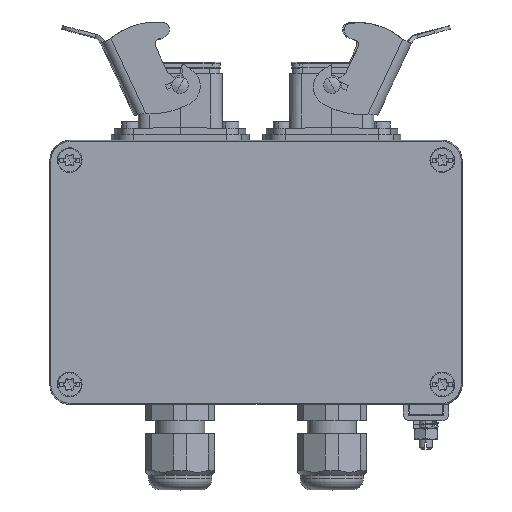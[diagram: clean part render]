
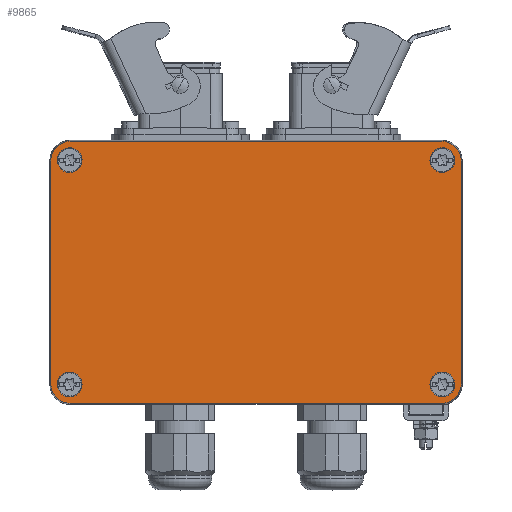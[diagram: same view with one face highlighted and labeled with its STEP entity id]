
A CAD part, top view. The second image highlights one B-rep face of the part: STEP entity #9865.
In plain terms, the highlighted planar face has unit normal (0, 0, 1).
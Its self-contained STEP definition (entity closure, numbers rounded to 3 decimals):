
#9781=AXIS2_PLACEMENT_3D('Plane Axis2P3D',#9778,#9779,#9780) ;
#9795=AXIS2_PLACEMENT_3D('Circle Axis2P3D',#9793,#9794,$) ;
#9804=AXIS2_PLACEMENT_3D('Circle Axis2P3D',#9802,#9803,$) ;
#9813=AXIS2_PLACEMENT_3D('Circle Axis2P3D',#9811,#9812,$) ;
#9822=AXIS2_PLACEMENT_3D('Circle Axis2P3D',#9820,#9821,$) ;
#9831=AXIS2_PLACEMENT_3D('Circle Axis2P3D',#9829,#9830,$) ;
#9840=AXIS2_PLACEMENT_3D('Circle Axis2P3D',#9838,#9839,$) ;
#9849=AXIS2_PLACEMENT_3D('Circle Axis2P3D',#9847,#9848,$) ;
#9858=AXIS2_PLACEMENT_3D('Circle Axis2P3D',#9856,#9857,$) ;
#9516=CARTESIAN_POINT('Control Point',(0.262,99.666,57.)) ;
#9517=CARTESIAN_POINT('Control Point',(0.262,101.551,57.)) ;
#9518=CARTESIAN_POINT('Control Point',(1.,103.438,57.)) ;
#9519=CARTESIAN_POINT('Control Point',(2.49,104.928,57.)) ;
#9520=CARTESIAN_POINT('Control Point',(4.376,105.666,57.)) ;
#9521=CARTESIAN_POINT('Control Point',(6.261,105.666,57.)) ;
#9522=CARTESIAN_POINT('Vertex',(0.262,99.666,57.)) ;
#9524=CARTESIAN_POINT('Vertex',(6.261,105.666,57.)) ;
#9568=CARTESIAN_POINT('Line Origine',(62.5,105.666,57.)) ;
#9572=CARTESIAN_POINT('Vertex',(118.739,105.666,57.)) ;
#9602=CARTESIAN_POINT('Control Point',(124.738,99.666,57.)) ;
#9603=CARTESIAN_POINT('Control Point',(124.738,101.551,57.)) ;
#9604=CARTESIAN_POINT('Control Point',(124.,103.438,57.)) ;
#9605=CARTESIAN_POINT('Control Point',(122.51,104.928,57.)) ;
#9606=CARTESIAN_POINT('Control Point',(120.624,105.666,57.)) ;
#9607=CARTESIAN_POINT('Control Point',(118.739,105.666,57.)) ;
#9608=CARTESIAN_POINT('Vertex',(124.738,99.666,57.)) ;
#9635=CARTESIAN_POINT('Line Origine',(124.738,65.927,57.)) ;
#9639=CARTESIAN_POINT('Vertex',(124.738,32.188,57.)) ;
#9669=CARTESIAN_POINT('Control Point',(118.739,26.189,57.)) ;
#9670=CARTESIAN_POINT('Control Point',(120.624,26.189,57.)) ;
#9671=CARTESIAN_POINT('Control Point',(122.51,26.927,57.)) ;
#9672=CARTESIAN_POINT('Control Point',(124.,28.417,57.)) ;
#9673=CARTESIAN_POINT('Control Point',(124.738,30.304,57.)) ;
#9674=CARTESIAN_POINT('Control Point',(124.738,32.188,57.)) ;
#9675=CARTESIAN_POINT('Vertex',(118.739,26.189,57.)) ;
#9695=CARTESIAN_POINT('Line Origine',(0.262,65.927,57.)) ;
#9699=CARTESIAN_POINT('Vertex',(0.262,32.188,57.)) ;
#9732=CARTESIAN_POINT('Line Origine',(62.5,26.189,57.)) ;
#9736=CARTESIAN_POINT('Vertex',(6.261,26.189,57.)) ;
#9764=CARTESIAN_POINT('Control Point',(0.262,32.188,57.)) ;
#9765=CARTESIAN_POINT('Control Point',(0.262,30.304,57.)) ;
#9766=CARTESIAN_POINT('Control Point',(1.,28.417,57.)) ;
#9767=CARTESIAN_POINT('Control Point',(2.49,26.927,57.)) ;
#9768=CARTESIAN_POINT('Control Point',(4.376,26.189,57.)) ;
#9769=CARTESIAN_POINT('Control Point',(6.261,26.189,57.)) ;
#9778=CARTESIAN_POINT('Axis2P3D Location',(62.5,65.927,57.)) ;
#9793=CARTESIAN_POINT('Axis2P3D Location',(6.,99.927,57.)) ;
#9797=CARTESIAN_POINT('Vertex',(4.202,96.636,57.)) ;
#9799=CARTESIAN_POINT('Vertex',(7.798,103.218,57.)) ;
#9802=CARTESIAN_POINT('Axis2P3D Location',(6.,99.927,57.)) ;
#9811=CARTESIAN_POINT('Axis2P3D Location',(119.,99.927,57.)) ;
#9815=CARTESIAN_POINT('Vertex',(120.798,103.218,57.)) ;
#9817=CARTESIAN_POINT('Vertex',(117.202,96.636,57.)) ;
#9820=CARTESIAN_POINT('Axis2P3D Location',(119.,99.927,57.)) ;
#9829=CARTESIAN_POINT('Axis2P3D Location',(6.,31.927,57.)) ;
#9833=CARTESIAN_POINT('Vertex',(7.798,35.218,57.)) ;
#9835=CARTESIAN_POINT('Vertex',(4.202,28.636,57.)) ;
#9838=CARTESIAN_POINT('Axis2P3D Location',(6.,31.927,57.)) ;
#9847=CARTESIAN_POINT('Axis2P3D Location',(119.,31.927,57.)) ;
#9851=CARTESIAN_POINT('Vertex',(120.798,35.218,57.)) ;
#9853=CARTESIAN_POINT('Vertex',(117.202,28.636,57.)) ;
#9856=CARTESIAN_POINT('Axis2P3D Location',(119.,31.927,57.)) ;
#9569=DIRECTION('Vector Direction',(1.,0.,0.)) ;
#9636=DIRECTION('Vector Direction',(0.,-1.,0.)) ;
#9696=DIRECTION('Vector Direction',(0.,1.,0.)) ;
#9733=DIRECTION('Vector Direction',(-1.,0.,0.)) ;
#9779=DIRECTION('Axis2P3D Direction',(-0.,0.,1.)) ;
#9780=DIRECTION('Axis2P3D XDirection',(1.,0.,0.)) ;
#9794=DIRECTION('Axis2P3D Direction',(-0.,0.,1.)) ;
#9803=DIRECTION('Axis2P3D Direction',(-0.,0.,1.)) ;
#9812=DIRECTION('Axis2P3D Direction',(-0.,0.,1.)) ;
#9821=DIRECTION('Axis2P3D Direction',(-0.,0.,1.)) ;
#9830=DIRECTION('Axis2P3D Direction',(-0.,0.,1.)) ;
#9839=DIRECTION('Axis2P3D Direction',(-0.,0.,1.)) ;
#9848=DIRECTION('Axis2P3D Direction',(-0.,0.,1.)) ;
#9857=DIRECTION('Axis2P3D Direction',(-0.,0.,1.)) ;
#9570=VECTOR('Line Direction',#9569,1.) ;
#9637=VECTOR('Line Direction',#9636,1.) ;
#9697=VECTOR('Line Direction',#9696,1.) ;
#9734=VECTOR('Line Direction',#9733,1.) ;
#9784=ORIENTED_EDGE('',*,*,#9738,.T.) ;
#9785=ORIENTED_EDGE('',*,*,#9677,.F.) ;
#9786=ORIENTED_EDGE('',*,*,#9641,.T.) ;
#9787=ORIENTED_EDGE('',*,*,#9610,.F.) ;
#9788=ORIENTED_EDGE('',*,*,#9574,.T.) ;
#9789=ORIENTED_EDGE('',*,*,#9526,.F.) ;
#9790=ORIENTED_EDGE('',*,*,#9701,.T.) ;
#9791=ORIENTED_EDGE('',*,*,#9770,.F.) ;
#9808=ORIENTED_EDGE('',*,*,#9801,.T.) ;
#9809=ORIENTED_EDGE('',*,*,#9806,.T.) ;
#9826=ORIENTED_EDGE('',*,*,#9819,.T.) ;
#9827=ORIENTED_EDGE('',*,*,#9824,.T.) ;
#9844=ORIENTED_EDGE('',*,*,#9837,.T.) ;
#9845=ORIENTED_EDGE('',*,*,#9842,.T.) ;
#9862=ORIENTED_EDGE('',*,*,#9855,.T.) ;
#9863=ORIENTED_EDGE('',*,*,#9860,.T.) ;
#9810=FACE_BOUND('',#9807,.T.) ;
#9828=FACE_BOUND('',#9825,.T.) ;
#9846=FACE_BOUND('',#9843,.T.) ;
#9864=FACE_BOUND('',#9861,.T.) ;
#9865=ADVANCED_FACE('Hauptkoerper',(#9792,#9810,#9828,#9846,#9864),#9782,.T.) ;
#9515=B_SPLINE_CURVE_WITH_KNOTS('',5,(#9516,#9517,#9518,#9519,#9520,#9521),.UNSPECIFIED.,.F.,.U.,(6,6),(0.,13.327),.UNSPECIFIED.) ;
#9601=B_SPLINE_CURVE_WITH_KNOTS('',5,(#9602,#9603,#9604,#9605,#9606,#9607),.UNSPECIFIED.,.F.,.U.,(6,6),(0.,13.327),.UNSPECIFIED.) ;
#9668=B_SPLINE_CURVE_WITH_KNOTS('',5,(#9669,#9670,#9671,#9672,#9673,#9674),.UNSPECIFIED.,.F.,.U.,(6,6),(0.,13.327),.UNSPECIFIED.) ;
#9763=B_SPLINE_CURVE_WITH_KNOTS('',5,(#9764,#9765,#9766,#9767,#9768,#9769),.UNSPECIFIED.,.F.,.U.,(6,6),(0.,13.327),.UNSPECIFIED.) ;
#9796=CIRCLE('generated circle',#9795,3.75) ;
#9805=CIRCLE('generated circle',#9804,3.75) ;
#9814=CIRCLE('generated circle',#9813,3.75) ;
#9823=CIRCLE('generated circle',#9822,3.75) ;
#9832=CIRCLE('generated circle',#9831,3.75) ;
#9841=CIRCLE('generated circle',#9840,3.75) ;
#9850=CIRCLE('generated circle',#9849,3.75) ;
#9859=CIRCLE('generated circle',#9858,3.75) ;
#9526=EDGE_CURVE('',#9523,#9525,#9515,.T.) ;
#9574=EDGE_CURVE('',#9573,#9525,#9571,.F.) ;
#9610=EDGE_CURVE('',#9573,#9609,#9601,.F.) ;
#9641=EDGE_CURVE('',#9640,#9609,#9638,.F.) ;
#9677=EDGE_CURVE('',#9640,#9676,#9668,.F.) ;
#9701=EDGE_CURVE('',#9523,#9700,#9698,.F.) ;
#9738=EDGE_CURVE('',#9737,#9676,#9735,.F.) ;
#9770=EDGE_CURVE('',#9737,#9700,#9763,.F.) ;
#9801=EDGE_CURVE('',#9798,#9800,#9796,.F.) ;
#9806=EDGE_CURVE('',#9800,#9798,#9805,.F.) ;
#9819=EDGE_CURVE('',#9816,#9818,#9814,.F.) ;
#9824=EDGE_CURVE('',#9818,#9816,#9823,.F.) ;
#9837=EDGE_CURVE('',#9834,#9836,#9832,.F.) ;
#9842=EDGE_CURVE('',#9836,#9834,#9841,.F.) ;
#9855=EDGE_CURVE('',#9852,#9854,#9850,.F.) ;
#9860=EDGE_CURVE('',#9854,#9852,#9859,.F.) ;
#9783=EDGE_LOOP('',(#9784,#9785,#9786,#9787,#9788,#9789,#9790,#9791)) ;
#9807=EDGE_LOOP('',(#9808,#9809)) ;
#9825=EDGE_LOOP('',(#9826,#9827)) ;
#9843=EDGE_LOOP('',(#9844,#9845)) ;
#9861=EDGE_LOOP('',(#9862,#9863)) ;
#9792=FACE_OUTER_BOUND('',#9783,.T.) ;
#9571=LINE('Line',#9568,#9570) ;
#9638=LINE('Line',#9635,#9637) ;
#9698=LINE('Line',#9695,#9697) ;
#9735=LINE('Line',#9732,#9734) ;
#9782=PLANE('',#9781) ;
#9523=VERTEX_POINT('',#9522) ;
#9525=VERTEX_POINT('',#9524) ;
#9573=VERTEX_POINT('',#9572) ;
#9609=VERTEX_POINT('',#9608) ;
#9640=VERTEX_POINT('',#9639) ;
#9676=VERTEX_POINT('',#9675) ;
#9700=VERTEX_POINT('',#9699) ;
#9737=VERTEX_POINT('',#9736) ;
#9798=VERTEX_POINT('',#9797) ;
#9800=VERTEX_POINT('',#9799) ;
#9816=VERTEX_POINT('',#9815) ;
#9818=VERTEX_POINT('',#9817) ;
#9834=VERTEX_POINT('',#9833) ;
#9836=VERTEX_POINT('',#9835) ;
#9852=VERTEX_POINT('',#9851) ;
#9854=VERTEX_POINT('',#9853) ;
